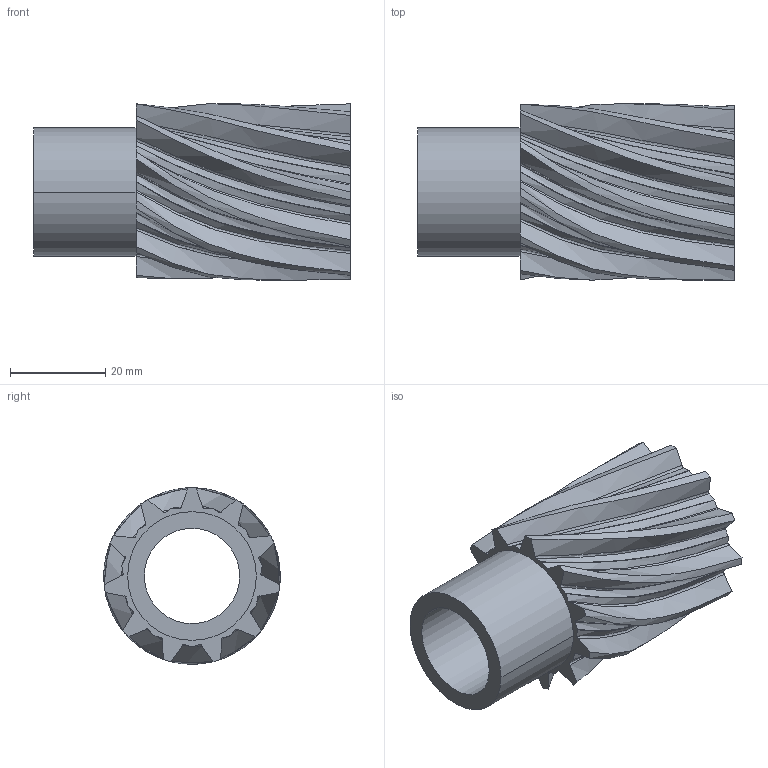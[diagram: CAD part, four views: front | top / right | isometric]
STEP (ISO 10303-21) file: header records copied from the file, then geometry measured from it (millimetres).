
FILE_DESCRIPTION(('CATIA V5 STEP Exchange'),'2;1');
FILE_NAME('Engrenage a denture helicoidale.stp','2016-06-01T10:54:07+00:00',('none'),('none'),'CATIA Version 5 Release 20 GA (IN-10)','CATIA V5 STEP AP203','none');
FILE_SCHEMA(('CONFIG_CONTROL_DESIGN'));
Length unit declared in the file: millimetre
Products named in the file (1): Engrenage a denture helicoidale
Bounding box: 66.5 x 37.04 x 37.06 mm (x, y, z)
Volume: 27274.7 mm3; surface area: 14368 mm2
Topology: 1 solids, 1 shells, 128 faces, 375 edges, 250 vertices
Faces by surface type: bspline 121, cylinder 4, plane 3
Entity records: 11708 total; most frequent: CARTESIAN_POINT 9156, ORIENTED_EDGE 750, EDGE_CURVE 375, B_SPLINE_CURVE_WITH_KNOTS 264, VERTEX_POINT 250, EDGE_LOOP 131, ADVANCED_FACE 128, FACE_OUTER_BOUND 128
